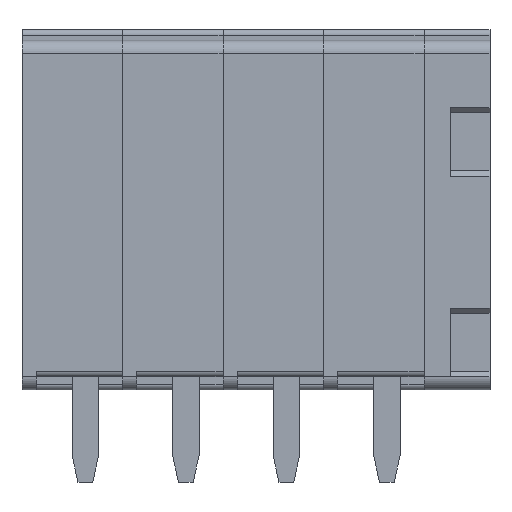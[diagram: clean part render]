
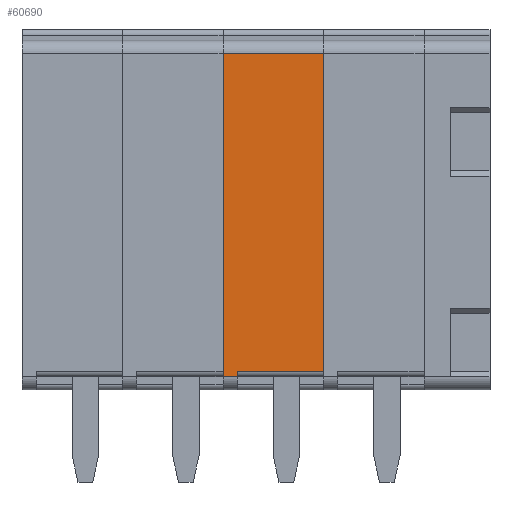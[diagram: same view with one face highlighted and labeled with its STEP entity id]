
A CAD part, front view. The second image highlights one B-rep face of the part: STEP entity #60690.
In plain terms, the highlighted planar face has unit normal (0, -1, 0).
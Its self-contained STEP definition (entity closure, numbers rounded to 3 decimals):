
#26760=CARTESIAN_POINT('',(-9.6,-2.,-2.19));
#26770=VERTEX_POINT('',#26760);
#26800=CARTESIAN_POINT('',(-3.729,-2.,-2.19));
#26810=DIRECTION('',(-1.,0.,0.));
#26820=VECTOR('',#26810,1.);
#26830=LINE('',#26800,#26820);
#26840=CARTESIAN_POINT('',(2.65,-2.,-2.19));
#26850=VERTEX_POINT('',#26840);
#26860=EDGE_CURVE('',#26850,#26770,#26830,.T.);
#43310=CARTESIAN_POINT('',(2.45,-2.,1.62));
#43320=VERTEX_POINT('',#43310);
#43350=CARTESIAN_POINT('',(-3.729,-2.,1.62));
#43360=DIRECTION('',(1.,0.,0.));
#43370=VECTOR('',#43360,1.);
#43380=LINE('',#43350,#43370);
#43390=CARTESIAN_POINT('',(-9.6,-2.,1.62));
#43400=VERTEX_POINT('',#43390);
#43410=EDGE_CURVE('',#43400,#43320,#43380,.T.);
#44860=CARTESIAN_POINT('',(2.45,-2.,-1.65));
#44870=VERTEX_POINT('',#44860);
#44900=CARTESIAN_POINT('',(2.45,-2.,-2.2));
#44910=DIRECTION('',(0.,0.,-1.));
#44920=VECTOR('',#44910,1.);
#44930=LINE('',#44900,#44920);
#44940=EDGE_CURVE('',#43320,#44870,#44930,.T.);
#54060=CARTESIAN_POINT('',(2.65,-2.,-1.65));
#54070=VERTEX_POINT('',#54060);
#54100=CARTESIAN_POINT('',(-3.729,-2.,-1.65));
#54110=DIRECTION('',(1.,0.,0.));
#54120=VECTOR('',#54110,1.);
#54130=LINE('',#54100,#54120);
#54140=EDGE_CURVE('',#44870,#54070,#54130,.T.);
#54650=CARTESIAN_POINT('',(2.65,-2.,-2.2));
#54660=DIRECTION('',(0.,0.,1.));
#54670=VECTOR('',#54660,1.);
#54680=LINE('',#54650,#54670);
#54690=EDGE_CURVE('',#26850,#54070,#54680,.T.);
#59650=CARTESIAN_POINT('',(-9.6,-2.,-2.2));
#59660=DIRECTION('',(0.,0.,1.));
#59670=VECTOR('',#59660,1.);
#59680=LINE('',#59650,#59670);
#59690=EDGE_CURVE('',#26770,#43400,#59680,.T.);
#60560=CARTESIAN_POINT('',(-7.05,-2.,4.16));
#60570=DIRECTION('',(-0.,-1.,-0.));
#60580=DIRECTION('',(-1.,0.,0.));
#60590=AXIS2_PLACEMENT_3D('',#60560,#60570,#60580);
#60600=PLANE('',#60590);
#60610=ORIENTED_EDGE('',*,*,#44940,.F.);
#60620=ORIENTED_EDGE('',*,*,#54140,.F.);
#60630=ORIENTED_EDGE('',*,*,#54690,.T.);
#60640=ORIENTED_EDGE('',*,*,#26860,.F.);
#60650=ORIENTED_EDGE('',*,*,#59690,.F.);
#60660=ORIENTED_EDGE('',*,*,#43410,.F.);
#60670=EDGE_LOOP('',(#60660,#60650,#60640,#60630,#60620,#60610));
#60680=FACE_OUTER_BOUND('',#60670,.T.);
#60690=ADVANCED_FACE('',(#60680),#60600,.T.);
